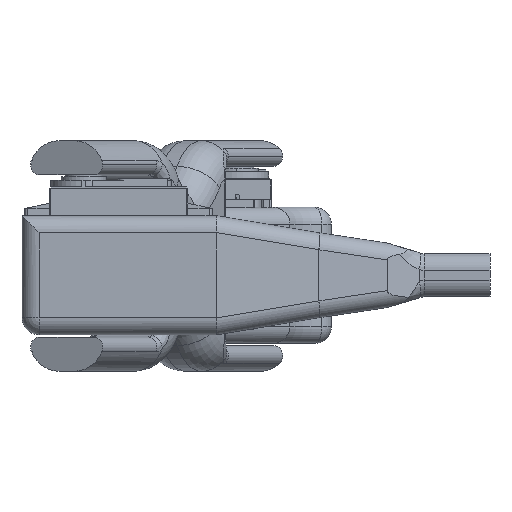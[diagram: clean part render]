
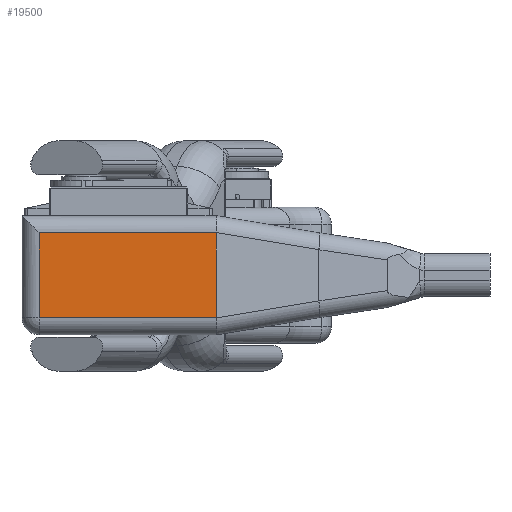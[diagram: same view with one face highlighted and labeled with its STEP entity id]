
A CAD part, front view. The second image highlights one B-rep face of the part: STEP entity #19500.
In plain terms, the highlighted planar face has unit normal (0, -1, 0).
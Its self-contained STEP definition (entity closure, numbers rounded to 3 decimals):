
#93 = EDGE_CURVE ( 'NONE', #6945, #4794, #23501, .T. ) ;
#442 = DIRECTION ( 'NONE',  ( 0., 0., -1. ) ) ;
#643 = CARTESIAN_POINT ( 'NONE',  ( 0., -15.11, 45. ) ) ;
#2692 = EDGE_CURVE ( 'NONE', #6945, #11525, #16971, .T. ) ;
#4001 = PLANE ( 'NONE',  #23506 ) ;
#4606 = ORIENTED_EDGE ( 'NONE', *, *, #5286, .T. ) ;
#4732 = ORIENTED_EDGE ( 'NONE', *, *, #93, .T. ) ;
#4794 = VERTEX_POINT ( 'NONE', #28896 ) ;
#5171 = LINE ( 'NONE', #14651, #10339 ) ;
#5286 = EDGE_CURVE ( 'NONE', #12775, #11525, #5171, .T. ) ;
#5673 = ORIENTED_EDGE ( 'NONE', *, *, #17454, .T. ) ;
#6108 = CARTESIAN_POINT ( 'NONE',  ( 0., -15.11, 0. ) ) ;
#6945 = VERTEX_POINT ( 'NONE', #21598 ) ;
#8141 = DIRECTION ( 'NONE',  ( -1., 0., 0. ) ) ;
#8214 = DIRECTION ( 'NONE',  ( 0., 0., -1. ) ) ;
#8502 = DIRECTION ( 'NONE',  ( 0., -1., 0. ) ) ;
#10137 = CARTESIAN_POINT ( 'NONE',  ( -23.36, -15.11, 20.18 ) ) ;
#10339 = VECTOR ( 'NONE', #14358, 1000. ) ;
#11525 = VERTEX_POINT ( 'NONE', #13898 ) ;
#12775 = VERTEX_POINT ( 'NONE', #10137 ) ;
#13898 = CARTESIAN_POINT ( 'NONE',  ( 28.36, -15.11, 20.18 ) ) ;
#14358 = DIRECTION ( 'NONE',  ( 1., 0., 0. ) ) ;
#14651 = CARTESIAN_POINT ( 'NONE',  ( 0., -15.11, 20.18 ) ) ;
#15600 = VECTOR ( 'NONE', #8141, 1000. ) ;
#16244 = VECTOR ( 'NONE', #21804, 1000. ) ;
#16971 = LINE ( 'NONE', #26142, #21851 ) ;
#17454 = EDGE_CURVE ( 'NONE', #4794, #12775, #25435, .T. ) ;
#19500 = ADVANCED_FACE ( 'NONE', ( #22207 ), #4001, .T. ) ;
#21598 = CARTESIAN_POINT ( 'NONE',  ( 28.36, -15.11, 45. ) ) ;
#21641 = EDGE_LOOP ( 'NONE', ( #4732, #5673, #4606, #29092 ) ) ;
#21804 = DIRECTION ( 'NONE',  ( 0., 0., -1. ) ) ;
#21851 = VECTOR ( 'NONE', #442, 1000. ) ;
#22207 = FACE_OUTER_BOUND ( 'NONE', #21641, .T. ) ;
#23501 = LINE ( 'NONE', #643, #15600 ) ;
#23506 = AXIS2_PLACEMENT_3D ( 'NONE', #6108, #8502, #8214 ) ;
#25435 = LINE ( 'NONE', #28722, #16244 ) ;
#26142 = CARTESIAN_POINT ( 'NONE',  ( 28.36, -15.11, 0. ) ) ;
#28722 = CARTESIAN_POINT ( 'NONE',  ( -23.36, -15.11, 0. ) ) ;
#28896 = CARTESIAN_POINT ( 'NONE',  ( -23.36, -15.11, 45. ) ) ;
#29092 = ORIENTED_EDGE ( 'NONE', *, *, #2692, .F. ) ;
